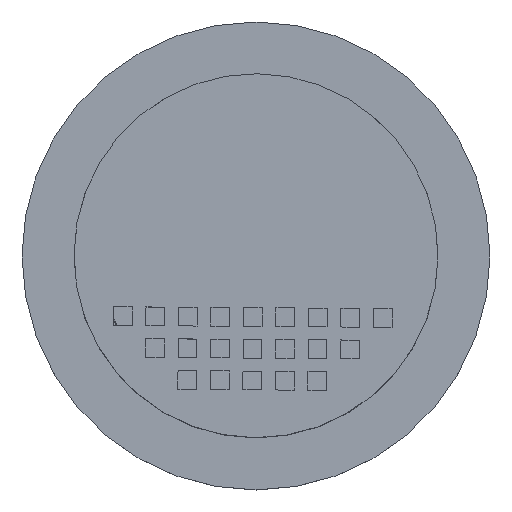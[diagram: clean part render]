
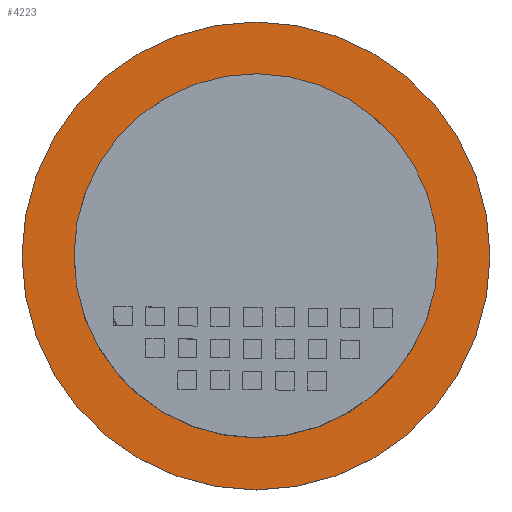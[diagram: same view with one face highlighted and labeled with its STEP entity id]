
A CAD part, top view. The second image highlights one B-rep face of the part: STEP entity #4223.
In plain terms, the highlighted planar face has unit normal (0, 0, 1).
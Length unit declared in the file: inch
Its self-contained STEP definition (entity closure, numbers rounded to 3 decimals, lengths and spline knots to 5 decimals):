
#46=FACE_BOUND($,#472,.T.);
#137=CIRCLE($,#4442,0.875);
#138=CIRCLE($,#4445,1.125);
#250=FACE_OUTER_BOUND($,#471,.T.);
#471=EDGE_LOOP($,(#3257));
#472=EDGE_LOOP($,(#3258));
#1965=VERTEX_POINT($,#6189);
#1966=VERTEX_POINT($,#6193);
#2459=EDGE_CURVE($,#1965,#1965,#137,.T.);
#2460=EDGE_CURVE($,#1966,#1966,#138,.T.);
#3257=ORIENTED_EDGE($,*,*,#2460,.F.);
#3258=ORIENTED_EDGE($,*,*,#2459,.T.);
#4027=PLANE($,#4444);
#4223=ADVANCED_FACE($,(#250,#46),#4027,.F.);
#4442=AXIS2_PLACEMENT_3D($,#6190,#5075,#5076);
#4444=AXIS2_PLACEMENT_3D($,#6192,#5079,#5080);
#4445=AXIS2_PLACEMENT_3D($,#6194,#5081,#5082);
#5075=DIRECTION('center_axis',(0.,0.,-1.));
#5076=DIRECTION('ref_axis',(-1.,0.,0.));
#5079=DIRECTION('center_axis',(0.,0.,-1.));
#5080=DIRECTION('ref_axis',(-1.,0.,0.));
#5081=DIRECTION('center_axis',(0.,0.,-1.));
#5082=DIRECTION('ref_axis',(-1.,0.,0.));
#6189=CARTESIAN_POINT('',(0.875,0.,0.125));
#6190=CARTESIAN_POINT('Origin',(0.,0.,0.125));
#6192=CARTESIAN_POINT('Origin',(0.,0.,0.125));
#6193=CARTESIAN_POINT('',(1.125,0.,0.125));
#6194=CARTESIAN_POINT('Origin',(0.,0.,0.125));
